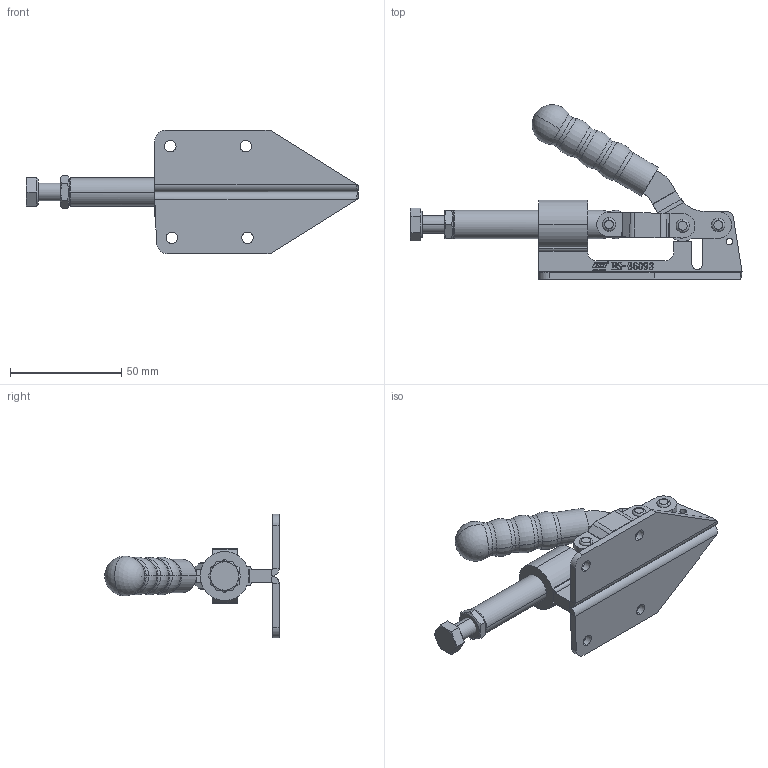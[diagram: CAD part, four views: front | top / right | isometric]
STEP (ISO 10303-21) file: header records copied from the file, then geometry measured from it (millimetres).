
FILE_DESCRIPTION (( 'STEP AP203' ), '1' );
FILE_NAME ('HS-36092 装配体.STEP', '2018-12-07T04:10:04', ( 'PCOS' ), ( '微软中国' ), 'SwSTEP 2.0', 'SolidWorks 2012', '' );
FILE_SCHEMA (( 'CONFIG_CONTROL_DESIGN' ));
Length unit declared in the file: millimetre
Products named in the file (11): HS-36092 蚾饜极; hexagon head bolts-full thread gb_GB_FASTENER_BOLT_STBAB A M8X35-N; hex thin nuts-grades ab-chamfered gb_GB_FASTENER_NUT_STNAB M8-N; 种2; 挴裝; 种1; 忒梟酘; 忒梟衵; 忒參; 蟀裝; 菁釱
Assembly tree (12 placements, depth 2):
  HS-36092 蚾饜极
    菁釱
    蟀裝  x2
    忒參
    忒梟衵
    忒梟酘
    种1
    挴裝
    种2  x2
    hex thin nuts-grades ab-chamfered gb_GB_FASTENER_NUT_STNAB M8-N
    hexagon head bolts-full thread gb_GB_FASTENER_BOLT_STBAB A M8X35-N
Bounding box: 149.45 x 78.52 x 55.6 mm (x, y, z)
Volume: 52496.6 mm3; surface area: 31188.6 mm2
Topology: 12 solids, 12 shells, 691 faces, 1751 edges, 1113 vertices
Faces by surface type: plane 324, bspline 164, cylinder 145, torus 32, cone 24, sphere 2
Entity records: 27893 total; most frequent: CARTESIAN_POINT 12074, ORIENTED_EDGE 3276, DIRECTION 2566, EDGE_CURVE 1638, VERTEX_POINT 1050, LINE 922, VECTOR 922, AXIS2_PLACEMENT_3D 822
